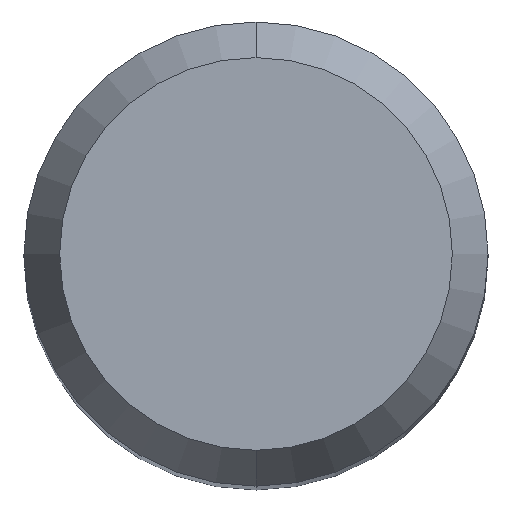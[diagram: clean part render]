
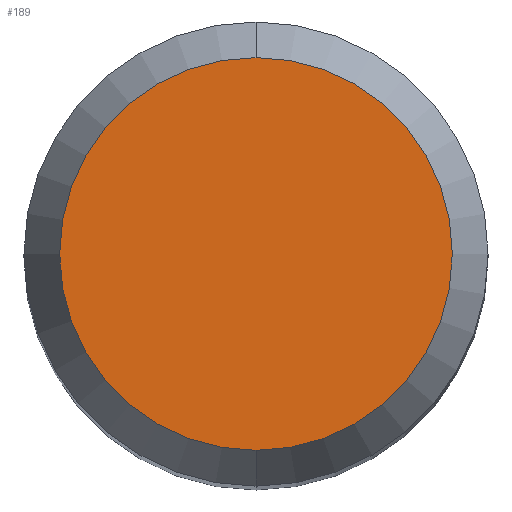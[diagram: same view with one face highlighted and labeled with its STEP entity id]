
A CAD part, top view. The second image highlights one B-rep face of the part: STEP entity #189.
In plain terms, the highlighted planar face has unit normal (0, 0, 1).
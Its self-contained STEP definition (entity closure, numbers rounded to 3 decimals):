
#165=EDGE_CURVE('',#409,#269,#440,.T.);
#189=ADVANCED_FACE('',(#466),#467,.T.);
#269=VERTEX_POINT('',#555);
#311=EDGE_CURVE('',#269,#409,#603,.T.);
#409=VERTEX_POINT('',#709);
#440=CIRCLE('',#734,2.538);
#466=FACE_OUTER_BOUND('',#806,.T.);
#467=PLANE('',#807);
#555=CARTESIAN_POINT('',(0.,-2.538,28.233));
#603=CIRCLE('',#1082,2.538);
#709=CARTESIAN_POINT('',(0.0,2.538,28.233));
#734=AXIS2_PLACEMENT_3D('',#1339,#1340,#1341);
#806=EDGE_LOOP('',(#1365,#1366));
#807=AXIS2_PLACEMENT_3D('',#1367,#1368,#1369);
#1082=AXIS2_PLACEMENT_3D('',#1529,#1530,#1531);
#1339=CARTESIAN_POINT('',(0.0,0.0,28.233));
#1340=DIRECTION('',(0.0,0.0,-1.0));
#1341=DIRECTION('',(0.0,1.0,0.0));
#1365=ORIENTED_EDGE('',*,*,#165,.F.);
#1366=ORIENTED_EDGE('',*,*,#311,.F.);
#1367=CARTESIAN_POINT('',(0.0,1.269,28.233));
#1368=DIRECTION('',(-0.0,0.0,1.0));
#1369=DIRECTION('',(0.0,-1.0,0.0));
#1529=CARTESIAN_POINT('',(0.0,0.0,28.233));
#1530=DIRECTION('',(0.0,0.0,-1.0));
#1531=DIRECTION('',(0.0,1.0,0.0));
